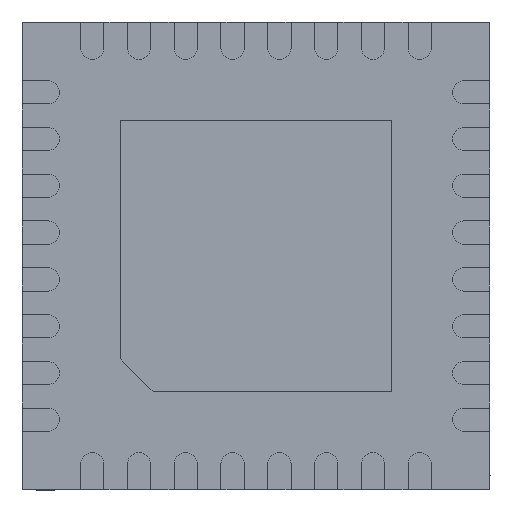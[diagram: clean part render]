
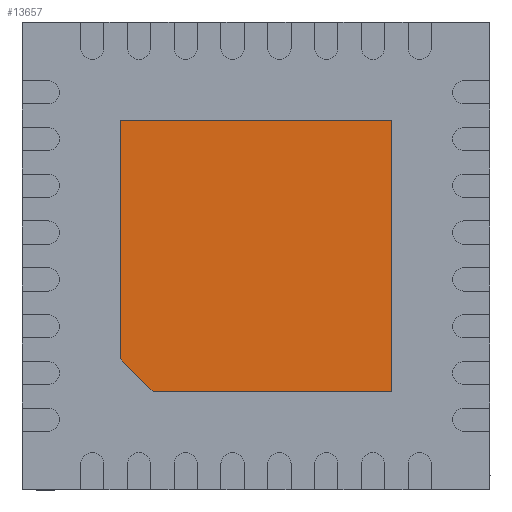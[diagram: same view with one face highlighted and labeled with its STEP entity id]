
A CAD part, front view. The second image highlights one B-rep face of the part: STEP entity #13657.
In plain terms, the highlighted planar face has unit normal (0, -1, 0).
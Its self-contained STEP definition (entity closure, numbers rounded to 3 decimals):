
#1719 = EDGE_CURVE ( 'NONE', #10642, #8792, #2934, .T. ) ;
#2047 = EDGE_LOOP ( 'NONE', ( #13549, #8163, #14786, #14346, #3533 ) ) ;
#2061 = LINE ( 'NONE', #10668, #7452 ) ;
#2371 = DIRECTION ( 'NONE',  ( -1., 0., 0. ) ) ;
#2853 = CARTESIAN_POINT ( 'NONE',  ( 0., 0., 0. ) ) ;
#2934 = LINE ( 'NONE', #13185, #14596 ) ;
#3533 = ORIENTED_EDGE ( 'NONE', *, *, #6871, .T. ) ;
#3673 = CARTESIAN_POINT ( 'NONE',  ( 1.45, 0., 1.45 ) ) ;
#3980 = VECTOR ( 'NONE', #12271, 1000. ) ;
#4029 = DIRECTION ( 'NONE',  ( 0., -1., 0. ) ) ;
#4310 = AXIS2_PLACEMENT_3D ( 'NONE', #2853, #4029, #5212 ) ;
#4802 = FACE_OUTER_BOUND ( 'NONE', #2047, .T. ) ;
#5096 = VECTOR ( 'NONE', #6757, 1000. ) ;
#5192 = CARTESIAN_POINT ( 'NONE',  ( 1.45, 0., -1.45 ) ) ;
#5212 = DIRECTION ( 'NONE',  ( 0., 0., -1. ) ) ;
#5359 = CARTESIAN_POINT ( 'NONE',  ( 1.45, 0., -1.45 ) ) ;
#5625 = LINE ( 'NONE', #5359, #3980 ) ;
#6001 = EDGE_CURVE ( 'NONE', #6807, #7739, #5625, .T. ) ;
#6716 = VECTOR ( 'NONE', #7463, 1000. ) ;
#6757 = DIRECTION ( 'NONE',  ( 0., 0., 1. ) ) ;
#6807 = VERTEX_POINT ( 'NONE', #14157 ) ;
#6871 = EDGE_CURVE ( 'NONE', #9183, #10642, #2061, .T. ) ;
#7452 = VECTOR ( 'NONE', #2371, 1000. ) ;
#7463 = DIRECTION ( 'NONE',  ( 0.707, 0., -0.707 ) ) ;
#7739 = VERTEX_POINT ( 'NONE', #5192 ) ;
#8163 = ORIENTED_EDGE ( 'NONE', *, *, #13578, .T. ) ;
#8477 = DIRECTION ( 'NONE',  ( 0., 0., -1. ) ) ;
#8792 = VERTEX_POINT ( 'NONE', #13078 ) ;
#9183 = VERTEX_POINT ( 'NONE', #3673 ) ;
#10642 = VERTEX_POINT ( 'NONE', #14571 ) ;
#10668 = CARTESIAN_POINT ( 'NONE',  ( 1.45, 0., 1.45 ) ) ;
#10701 = EDGE_CURVE ( 'NONE', #7739, #9183, #14774, .T. ) ;
#12271 = DIRECTION ( 'NONE',  ( 1., 0., 0. ) ) ;
#12283 = PLANE ( 'NONE',  #4310 ) ;
#13078 = CARTESIAN_POINT ( 'NONE',  ( -1.45, 0., -1.1 ) ) ;
#13185 = CARTESIAN_POINT ( 'NONE',  ( -1.45, 0., -1.1 ) ) ;
#13549 = ORIENTED_EDGE ( 'NONE', *, *, #1719, .T. ) ;
#13578 = EDGE_CURVE ( 'NONE', #8792, #6807, #14472, .T. ) ;
#13657 = ADVANCED_FACE ( 'NONE', ( #4802 ), #12283, .T. ) ;
#14157 = CARTESIAN_POINT ( 'NONE',  ( -1.1, 0., -1.45 ) ) ;
#14346 = ORIENTED_EDGE ( 'NONE', *, *, #10701, .T. ) ;
#14472 = LINE ( 'NONE', #14557, #6716 ) ;
#14557 = CARTESIAN_POINT ( 'NONE',  ( -1.1, 0., -1.45 ) ) ;
#14571 = CARTESIAN_POINT ( 'NONE',  ( -1.45, 0., 1.45 ) ) ;
#14596 = VECTOR ( 'NONE', #8477, 1000. ) ;
#14774 = LINE ( 'NONE', #15044, #5096 ) ;
#14786 = ORIENTED_EDGE ( 'NONE', *, *, #6001, .T. ) ;
#15044 = CARTESIAN_POINT ( 'NONE',  ( 1.45, 0., -1.45 ) ) ;
